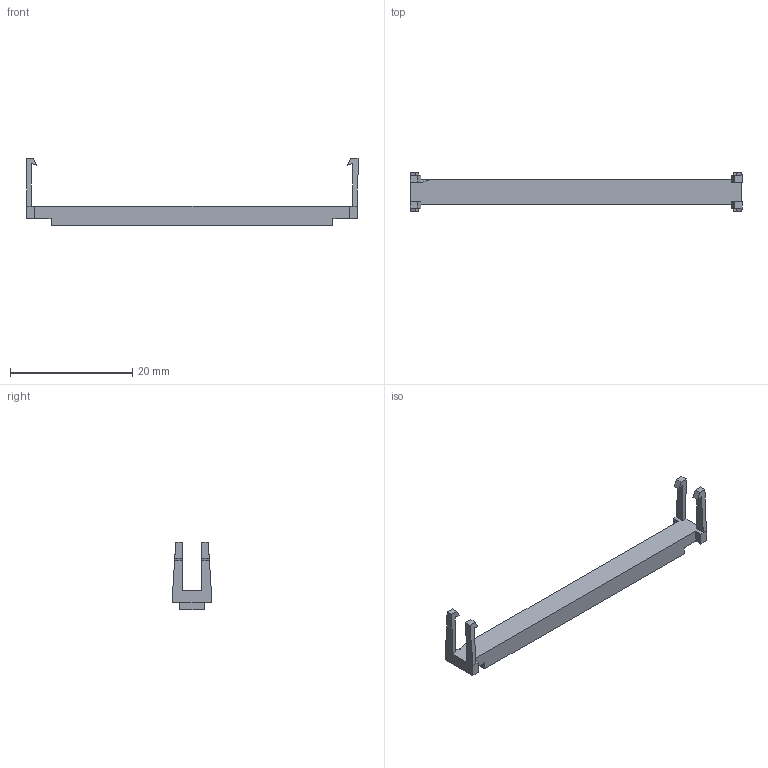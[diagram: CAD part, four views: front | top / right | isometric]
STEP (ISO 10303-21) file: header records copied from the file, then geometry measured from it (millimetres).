
FILE_DESCRIPTION(('CATIA V5R24 STEP','CAx-IF Rec.Pracs.--- Model Styling and Organization---1.4--- 2014-01-23'),'2;1');
FILE_NAME ('1395206-1_0', '2021-10-08T07:54:22+00:00', ('Weidmueller Interface'), ('Weidmueller'), 'CATIA Version 5-6 Release 2016 SP3 HF44', 'CATIA V5 STEP AP214', 'none');
FILE_SCHEMA(('AUTOMOTIVE_DESIGN { 1 0 10303 214 1 1 1 1 }'));
Length unit declared in the file: millimetre
Products named in the file (1): 2853190000
Bounding box: 54.3 x 6.3 x 11.12 mm (x, y, z)
Volume: 701.5 mm3; surface area: 959.1 mm2
Topology: 1 solids, 1 shells, 52 faces, 148 edges, 98 vertices
Faces by surface type: plane 50, bspline 1, cylinder 1
Entity records: 1885 total; most frequent: CARTESIAN_POINT 525, ORIENTED_EDGE 296, DIRECTION 243, EDGE_CURVE 148, VECTOR 141, LINE 141, VERTEX_POINT 98, AXIS2_PLACEMENT_3D 52
